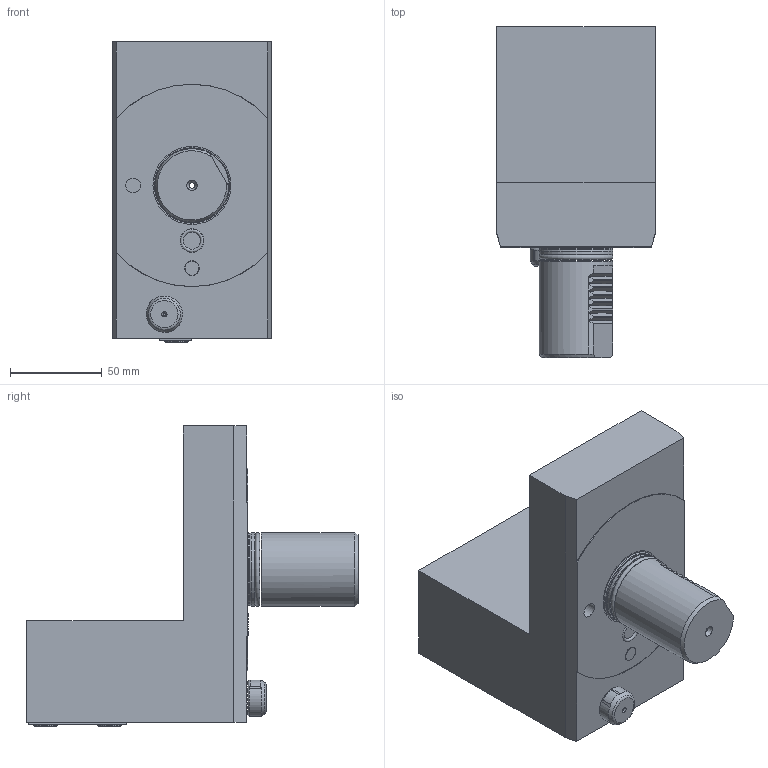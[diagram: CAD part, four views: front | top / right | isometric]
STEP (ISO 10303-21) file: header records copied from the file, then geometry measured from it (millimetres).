
FILE_DESCRIPTION (( 'STEP AP214' ), '1' );
FILE_NAME ('C240X0.75-MZ2.STEP', '2021-07-13T11:58:06', ( '' ), ( '' ), 'SwSTEP 2.0', 'SolidWorks 2016', '' );
FILE_SCHEMA (( 'AUTOMOTIVE_DESIGN' ));
Length unit declared in the file: millimetre
Products named in the file (1): C240X0.75-MZ2
Bounding box: 86.01 x 180.49 x 163.13 mm (x, y, z)
Surface area: 93021.8 mm2 (no closed solid volume)
Topology: 0 solids, 27 shells, 197 faces, 624 edges, 436 vertices
Faces by surface type: plane 118, cylinder 44, cone 21, torus 12, sphere 2
Full cylindrical faces by diameter (mm): 1.5 x1, 3 x2, 4.2 x2, 6 x2, 6.8 x3, 8.02 x1, 11.57 x2, 12 x2, 13 x2, 14 x1, 14.5 x2, 20.2 x1, 39.6 x1, 40 x2
Entity records: 8632 total; most frequent: CARTESIAN_POINT 1530, DIRECTION 1025, ORIENTED_EDGE 865, EDGE_CURVE 539, VERTEX_POINT 416, AXIS2_PLACEMENT_3D 351, LINE 323, VECTOR 323
